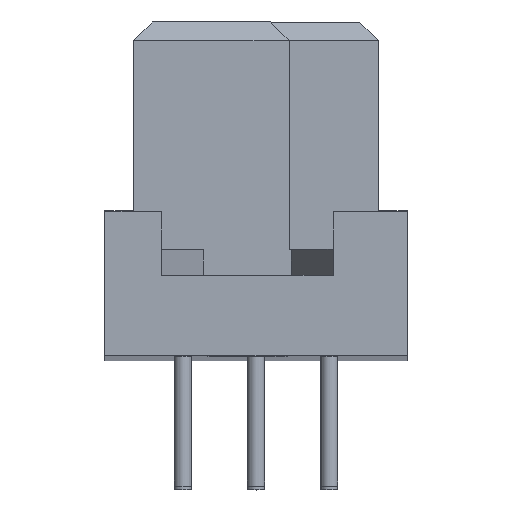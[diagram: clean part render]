
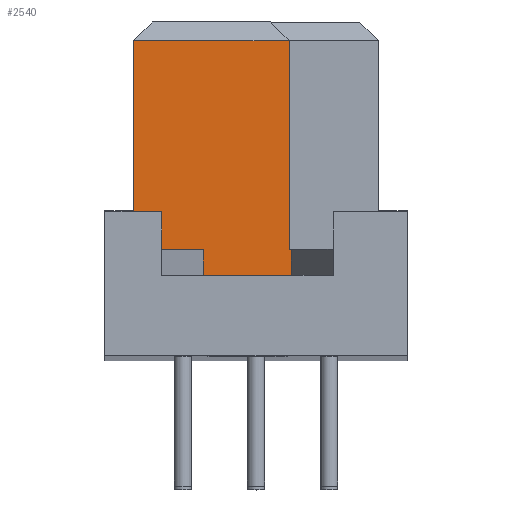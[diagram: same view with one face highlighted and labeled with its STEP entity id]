
A CAD part, top view. The second image highlights one B-rep face of the part: STEP entity #2540.
In plain terms, the highlighted free-form (B-spline) face has degree [1, 1] with [2, 2] control points.
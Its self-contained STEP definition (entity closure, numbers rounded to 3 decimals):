
#1753=CARTESIAN_POINT('V69',(12.313,-22.792,
   89.95));
#1754=VERTEX_POINT('V69',#1753);
#1755=CARTESIAN_POINT('V70',(12.313,-15.542,
   89.95));
#1756=VERTEX_POINT('V70',#1755);
#1757=CARTESIAN_POINT('E93',(12.313,-22.792,
   89.95));
#1758=CARTESIAN_POINT('E93',(12.313,-15.542,
   89.95));
#1759=B_SPLINE_CURVE_WITH_KNOTS('E93',1,(#1757,#1758),
   .POLYLINE_FORM.,.F.,.U.,(2,2),(0.0,6.905),
   .UNSPECIFIED.);
#1760=EDGE_CURVE('E93',#1754,#1756,#1759,.T.);
#1799=CARTESIAN_POINT('V71',(6.913,-15.542,
   89.95));
#1800=VERTEX_POINT('V71',#1799);
#1806=CARTESIAN_POINT('E94',(6.913,-15.542,
   89.95));
#1807=CARTESIAN_POINT('E94',(12.313,-15.542,
   89.95));
#1808=QUASI_UNIFORM_CURVE('E94',1,(#1806,#1807),.POLYLINE_FORM.,.F.,
   .U.);
#1809=EDGE_CURVE('E94',#1800,#1756,#1808,.T.);
#1904=CARTESIAN_POINT('V67',(12.395,-23.692,
   89.95));
#1905=VERTEX_POINT('V67',#1904);
#1906=CARTESIAN_POINT('V68',(12.395,-22.792,
   89.95));
#1907=VERTEX_POINT('V68',#1906);
#1908=CARTESIAN_POINT('E91',(12.395,-23.692,
   89.95));
#1909=CARTESIAN_POINT('E91',(12.395,-22.792,
   89.95));
#1910=B_SPLINE_CURVE_WITH_KNOTS('E91',1,(#1908,#1909),
   .POLYLINE_FORM.,.F.,.U.,(2,2),(0.0,0.312),
   .UNSPECIFIED.);
#1911=EDGE_CURVE('E91',#1905,#1907,#1910,.T.);
#2126=CARTESIAN_POINT('V66',(9.332,-23.692,
   89.95));
#2127=VERTEX_POINT('V66',#2126);
#2128=CARTESIAN_POINT('E90',(9.332,-23.692,
   89.95));
#2129=CARTESIAN_POINT('E90',(12.395,-23.692,
   89.95));
#2130=QUASI_UNIFORM_CURVE('E90',1,(#2128,#2129),.POLYLINE_FORM.,.F.,
   .U.);
#2131=EDGE_CURVE('E90',#2127,#1905,#2130,.T.);
#2457=CARTESIAN_POINT('V72',(6.913,-22.792,
   89.95));
#2458=VERTEX_POINT('V72',#2457);
#2464=CARTESIAN_POINT('E95',(6.913,-22.792,
   89.95));
#2465=CARTESIAN_POINT('E95',(6.913,-15.542,
   89.95));
#2466=QUASI_UNIFORM_CURVE('E95',1,(#2464,#2465),.POLYLINE_FORM.,.F.,
   .U.);
#2467=EDGE_CURVE('E95',#2458,#1800,#2466,.T.);
#2486=CARTESIAN_POINT('V65',(9.332,-22.792,
   89.95));
#2487=VERTEX_POINT('V65',#2486);
#2493=CARTESIAN_POINT('E96',(6.913,-22.792,
   89.95));
#2494=CARTESIAN_POINT('E96',(9.332,-22.792,
   89.95));
#2495=B_SPLINE_CURVE_WITH_KNOTS('E96',1,(#2493,#2494),
   .POLYLINE_FORM.,.F.,.U.,(2,2),(0.138,
   0.472),.UNSPECIFIED.);
#2496=EDGE_CURVE('E96',#2458,#2487,#2495,.T.);
#2512=CARTESIAN_POINT('E89',(9.332,-22.792,
   89.95));
#2513=CARTESIAN_POINT('E89',(9.332,-23.692,
   89.95));
#2514=B_SPLINE_CURVE_WITH_KNOTS('E89',1,(#2512,#2513),
   .POLYLINE_FORM.,.F.,.U.,(2,2),(2.737,
   3.048),.UNSPECIFIED.);
#2515=EDGE_CURVE('E89',#2487,#2127,#2514,.T.);
#2521=CARTESIAN_POINT('F33',(5.813,-14.792,
   89.95));
#2522=CARTESIAN_POINT('F33',(5.813,-23.792,
   89.95));
#2523=CARTESIAN_POINT('F33',(26.013,-14.792,
   89.95));
#2524=CARTESIAN_POINT('F33',(26.013,-23.792,
   89.95));
#2525=B_SPLINE_SURFACE_WITH_KNOTS('F33',1,1,((#2521,#2523),(#2522,
   #2524)),.PLANE_SURF.,.F.,.F.,.U.,(2,2),(2,2),(0.0,1.0),(0.0,
   2.244),.UNSPECIFIED.);
#2526=ORIENTED_EDGE('E89',*,*,#2515,.T.);
#2527=ORIENTED_EDGE('E90',*,*,#2131,.T.);
#2528=ORIENTED_EDGE('E91',*,*,#1911,.T.);
#2529=CARTESIAN_POINT('E92',(12.395,-22.792,
   89.95));
#2530=CARTESIAN_POINT('E92',(12.313,-22.792,
   89.95));
#2531=B_SPLINE_CURVE_WITH_KNOTS('E92',1,(#2529,#2530),
   .POLYLINE_FORM.,.F.,.U.,(2,2),(0.973,1.0),
   .UNSPECIFIED.);
#2532=EDGE_CURVE('E92',#1907,#1754,#2531,.T.);
#2533=ORIENTED_EDGE('E92',*,*,#2532,.T.);
#2534=ORIENTED_EDGE('E93',*,*,#1760,.T.);
#2535=ORIENTED_EDGE('F47',*,*,#1809,.F.);
#2536=ORIENTED_EDGE('E95',*,*,#2467,.F.);
#2537=ORIENTED_EDGE('E96',*,*,#2496,.T.);
#2538=EDGE_LOOP('F33',(#2526,#2527,#2528,#2533,#2534,#2535,#2536,
   #2537));
#2539=FACE_OUTER_BOUND('F33',#2538,.T.);
#2540=ADVANCED_FACE('F33',(#2539),#2525,.T.);
